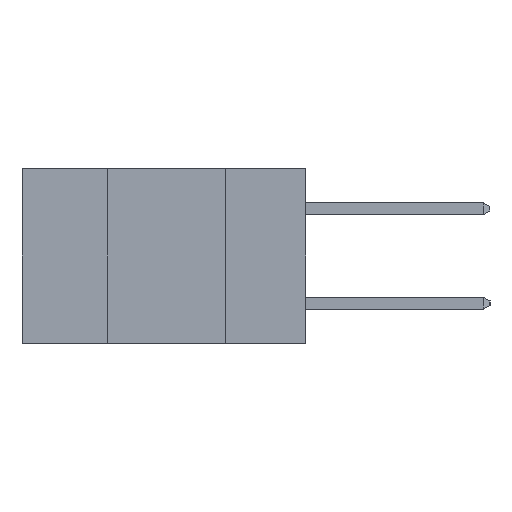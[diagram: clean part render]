
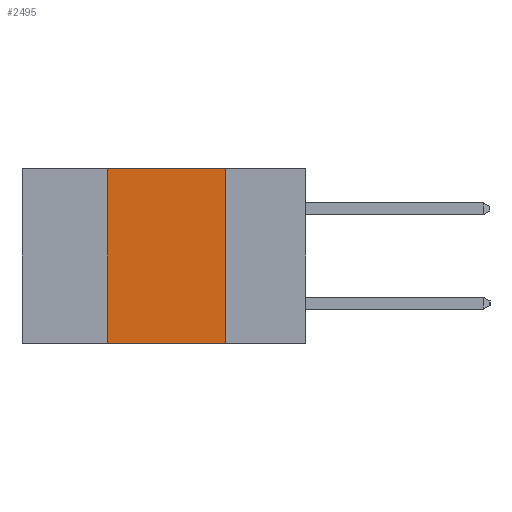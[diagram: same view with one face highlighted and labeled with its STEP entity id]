
A CAD part, left-side view. The second image highlights one B-rep face of the part: STEP entity #2495.
In plain terms, the highlighted planar face has unit normal (-1, 0, 0).
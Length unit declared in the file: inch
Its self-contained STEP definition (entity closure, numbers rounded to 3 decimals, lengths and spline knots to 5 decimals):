
#479 = EDGE_CURVE ( 'NONE', #7522, #5684, #8096, .T. ) ;
#940 = DIRECTION ( 'NONE',  ( 0., 0., 1. ) ) ;
#1075 = VECTOR ( 'NONE', #5612, 39.37008 ) ;
#1175 = VERTEX_POINT ( 'NONE', #11770 ) ;
#1317 = ORIENTED_EDGE ( 'NONE', *, *, #6102, .F. ) ;
#1374 = VERTEX_POINT ( 'NONE', #5638 ) ;
#1407 = CARTESIAN_POINT ( 'NONE',  ( 0., 0.42, -0.37 ) ) ;
#1658 = PLANE ( 'NONE',  #6261 ) ;
#2495 = ADVANCED_FACE ( 'NONE', ( #9386 ), #1658, .F. ) ;
#2518 = DIRECTION ( 'NONE',  ( 0., 0., -1. ) ) ;
#2584 = DIRECTION ( 'NONE',  ( 1., 0., 0. ) ) ;
#2775 = CARTESIAN_POINT ( 'NONE',  ( 0., 0.42, -0.37 ) ) ;
#3401 = VECTOR ( 'NONE', #4623, 39.37008 ) ;
#3469 = CARTESIAN_POINT ( 'NONE',  ( 0., 0.17, -0.37 ) ) ;
#4010 = CARTESIAN_POINT ( 'NONE',  ( 0., 0.17, -0.37 ) ) ;
#4623 = DIRECTION ( 'NONE',  ( 0., -1., 0. ) ) ;
#4694 = EDGE_CURVE ( 'NONE', #1175, #5684, #5814, .T. ) ;
#5612 = DIRECTION ( 'NONE',  ( 0., -1., 0. ) ) ;
#5638 = CARTESIAN_POINT ( 'NONE',  ( 0., 0.42, 0. ) ) ;
#5660 = LINE ( 'NONE', #2775, #7862 ) ;
#5684 = VERTEX_POINT ( 'NONE', #4010 ) ;
#5814 = LINE ( 'NONE', #3469, #8330 ) ;
#5930 = ORIENTED_EDGE ( 'NONE', *, *, #4694, .F. ) ;
#6102 = EDGE_CURVE ( 'NONE', #7522, #1374, #5660, .T. ) ;
#6130 = EDGE_LOOP ( 'NONE', ( #5930, #10870, #1317, #8730 ) ) ;
#6261 = AXIS2_PLACEMENT_3D ( 'NONE', #8177, #2584, #9111 ) ;
#7522 = VERTEX_POINT ( 'NONE', #1407 ) ;
#7862 = VECTOR ( 'NONE', #940, 39.37008 ) ;
#8096 = LINE ( 'NONE', #11728, #3401 ) ;
#8177 = CARTESIAN_POINT ( 'NONE',  ( 0., 0.6, 0. ) ) ;
#8330 = VECTOR ( 'NONE', #2518, 39.37008 ) ;
#8730 = ORIENTED_EDGE ( 'NONE', *, *, #479, .T. ) ;
#8777 = LINE ( 'NONE', #11163, #1075 ) ;
#9111 = DIRECTION ( 'NONE',  ( 0., 0., -1. ) ) ;
#9386 = FACE_OUTER_BOUND ( 'NONE', #6130, .T. ) ;
#10848 = EDGE_CURVE ( 'NONE', #1374, #1175, #8777, .T. ) ;
#10870 = ORIENTED_EDGE ( 'NONE', *, *, #10848, .F. ) ;
#11163 = CARTESIAN_POINT ( 'NONE',  ( 0., 0.6, 0. ) ) ;
#11728 = CARTESIAN_POINT ( 'NONE',  ( 0., 0.6, -0.37 ) ) ;
#11770 = CARTESIAN_POINT ( 'NONE',  ( 0., 0.17, 0. ) ) ;
